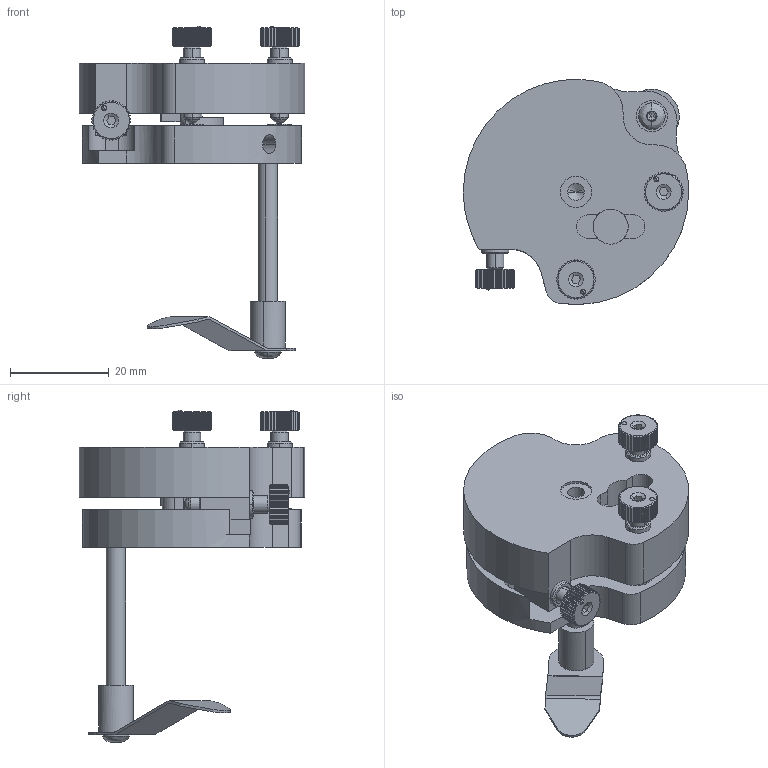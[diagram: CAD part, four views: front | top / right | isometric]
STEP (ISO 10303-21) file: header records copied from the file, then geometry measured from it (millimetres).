
FILE_DESCRIPTION((''),'2;1');
FILE_NAME('9481','2022-08-30T18:45:18',('Administrator'),(''),'CREO PARAMETRIC BY PTC INC, 2019292','CREO PARAMETRIC BY PTC INC, 2019292','');
FILE_SCHEMA(('AUTOMOTIVE_DESIGN { 1 0 10303 214 1 1 1 1 }'));
Length unit declared in the file: inch
Products named in the file (1): 9481
Bounding box: 45.72 x 45.7 x 67.37 mm (x, y, z)
Volume: 26372.4 mm3; surface area: 13612.7 mm2
Topology: 4 solids, 7 shells, 1168 faces, 3370 edges, 2287 vertices
Faces by surface type: plane 591, cylinder 387, bspline 101, cone 68, torus 16, sphere 5
Entity records: 54805 total; most frequent: CARTESIAN_POINT 16286, ORIENTED_EDGE 6708, DIRECTION 4595, PRESENTATION_STYLE_ASSIGNMENT 3358, STYLED_ITEM 3358, CURVE_STYLE 3354, EDGE_CURVE 3354, VERTEX_POINT 2287
